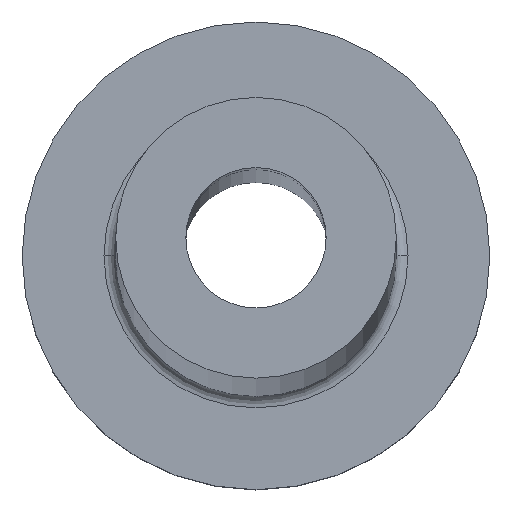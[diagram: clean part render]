
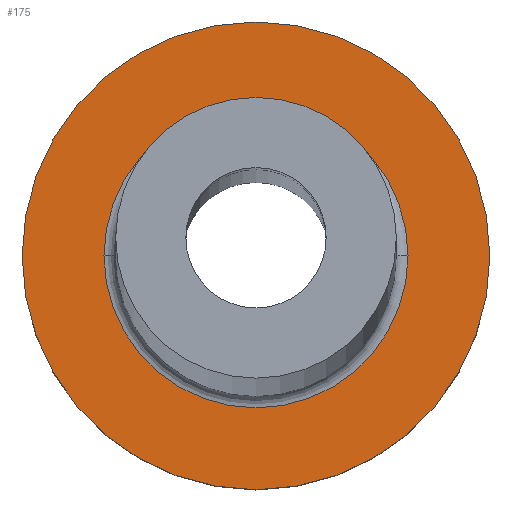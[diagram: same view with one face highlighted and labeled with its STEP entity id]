
A CAD part, top view. The second image highlights one B-rep face of the part: STEP entity #175.
In plain terms, the highlighted planar face has unit normal (0, 0, 1).
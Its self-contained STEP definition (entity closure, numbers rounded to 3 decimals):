
#14 = ORIENTED_EDGE ( 'NONE', *, *, #269, .T. ) ;
#15 = CARTESIAN_POINT ( 'NONE',  ( 0., 0., 7. ) ) ;
#31 = CARTESIAN_POINT ( 'NONE',  ( 10., 0., 7. ) ) ;
#37 = DIRECTION ( 'NONE',  ( 1., 0., 0. ) ) ;
#46 = VERTEX_POINT ( 'NONE', #31 ) ;
#60 = ORIENTED_EDGE ( 'NONE', *, *, #182, .T. ) ;
#65 = DIRECTION ( 'NONE',  ( 0., 0., 1. ) ) ;
#69 = FACE_OUTER_BOUND ( 'NONE', #340, .T. ) ;
#77 = CARTESIAN_POINT ( 'NONE',  ( 6.5, 0., 7. ) ) ;
#78 = CARTESIAN_POINT ( 'NONE',  ( -10., 0., 7. ) ) ;
#80 = CARTESIAN_POINT ( 'NONE',  ( 0., 0., 7. ) ) ;
#106 = DIRECTION ( 'NONE',  ( 0., 0., -1. ) ) ;
#116 = CARTESIAN_POINT ( 'NONE',  ( -6.5, 0., 7. ) ) ;
#151 = CARTESIAN_POINT ( 'NONE',  ( 0., 0., 7. ) ) ;
#156 = CIRCLE ( 'NONE', #231, 10. ) ;
#174 = PLANE ( 'NONE',  #454 ) ;
#175 = ADVANCED_FACE ( 'NONE', ( #289, #69 ), #174, .T. ) ;
#178 = CARTESIAN_POINT ( 'NONE',  ( 0., 0., 7. ) ) ;
#182 = EDGE_CURVE ( 'NONE', #437, #374, #286, .T. ) ;
#183 = DIRECTION ( 'NONE',  ( 0., 0., -1. ) ) ;
#187 = EDGE_LOOP ( 'NONE', ( #267, #60 ) ) ;
#197 = DIRECTION ( 'NONE',  ( 1., 0., 0. ) ) ;
#203 = DIRECTION ( 'NONE',  ( 0., 0., 1. ) ) ;
#222 = AXIS2_PLACEMENT_3D ( 'NONE', #151, #183, #270 ) ;
#225 = DIRECTION ( 'NONE',  ( 0., 0., 1. ) ) ;
#231 = AXIS2_PLACEMENT_3D ( 'NONE', #80, #225, #376 ) ;
#236 = EDGE_CURVE ( 'NONE', #374, #437, #342, .T. ) ;
#267 = ORIENTED_EDGE ( 'NONE', *, *, #236, .T. ) ;
#269 = EDGE_CURVE ( 'NONE', #304, #46, #156, .T. ) ;
#270 = DIRECTION ( 'NONE',  ( 1., 0., 0. ) ) ;
#286 = CIRCLE ( 'NONE', #439, 6.5 ) ;
#289 = FACE_BOUND ( 'NONE', #187, .T. ) ;
#304 = VERTEX_POINT ( 'NONE', #78 ) ;
#320 = DIRECTION ( 'NONE',  ( 1., 0., 0. ) ) ;
#340 = EDGE_LOOP ( 'NONE', ( #14, #354 ) ) ;
#342 = CIRCLE ( 'NONE', #222, 6.5 ) ;
#354 = ORIENTED_EDGE ( 'NONE', *, *, #388, .T. ) ;
#374 = VERTEX_POINT ( 'NONE', #77 ) ;
#376 = DIRECTION ( 'NONE',  ( 1., 0., 0. ) ) ;
#378 = AXIS2_PLACEMENT_3D ( 'NONE', #15, #203, #197 ) ;
#388 = EDGE_CURVE ( 'NONE', #46, #304, #400, .T. ) ;
#398 = CARTESIAN_POINT ( 'NONE',  ( 0., 0., 7. ) ) ;
#400 = CIRCLE ( 'NONE', #378, 10. ) ;
#437 = VERTEX_POINT ( 'NONE', #116 ) ;
#439 = AXIS2_PLACEMENT_3D ( 'NONE', #398, #106, #37 ) ;
#454 = AXIS2_PLACEMENT_3D ( 'NONE', #178, #65, #320 ) ;
